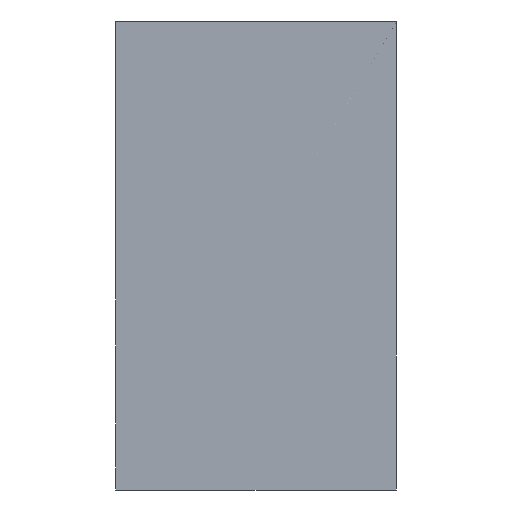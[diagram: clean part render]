
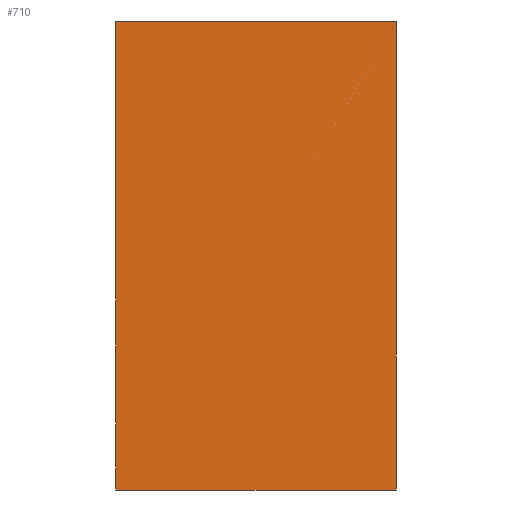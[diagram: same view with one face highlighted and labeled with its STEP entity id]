
A CAD part, front view. The second image highlights one B-rep face of the part: STEP entity #710.
In plain terms, the highlighted planar face has unit normal (0, -1, 0).
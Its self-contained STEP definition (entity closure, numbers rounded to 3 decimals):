
#35=PLANE('',#789);
#84=FACE_OUTER_BOUND('',#123,.T.);
#123=EDGE_LOOP('',(#640,#641,#642,#643));
#161=LINE('',#1190,#224);
#170=LINE('',#1277,#233);
#188=LINE('',#1333,#251);
#189=LINE('',#1335,#252);
#224=VECTOR('',#887,10.);
#233=VECTOR('',#912,10.);
#251=VECTOR('',#976,10.);
#252=VECTOR('',#979,10.);
#326=VERTEX_POINT('',#1187);
#327=VERTEX_POINT('',#1189);
#338=VERTEX_POINT('',#1275);
#353=VERTEX_POINT('',#1331);
#409=EDGE_CURVE('',#326,#327,#161,.T.);
#425=EDGE_CURVE('',#338,#326,#170,.T.);
#453=EDGE_CURVE('',#353,#327,#188,.T.);
#454=EDGE_CURVE('',#338,#353,#189,.T.);
#640=ORIENTED_EDGE('',*,*,#454,.T.);
#641=ORIENTED_EDGE('',*,*,#453,.T.);
#642=ORIENTED_EDGE('',*,*,#409,.F.);
#643=ORIENTED_EDGE('',*,*,#425,.F.);
#710=ADVANCED_FACE('',(#84),#35,.T.);
#789=AXIS2_PLACEMENT_3D('',#1334,#977,#978);
#887=DIRECTION('',(0.,0.,-1.));
#912=DIRECTION('',(1.,0.,0.));
#976=DIRECTION('',(1.,0.,0.));
#977=DIRECTION('center_axis',(0.,-1.,0.));
#978=DIRECTION('ref_axis',(0.,0.,-1.));
#979=DIRECTION('',(0.,0.,-1.));
#1187=CARTESIAN_POINT('',(40.,0.,57.));
#1189=CARTESIAN_POINT('',(40.,0.,42.));
#1190=CARTESIAN_POINT('',(40.,0.,57.));
#1275=CARTESIAN_POINT('',(31.,0.,57.));
#1277=CARTESIAN_POINT('',(31.,0.,57.));
#1331=CARTESIAN_POINT('',(31.,0.,42.));
#1333=CARTESIAN_POINT('',(31.,0.,42.));
#1334=CARTESIAN_POINT('Origin',(31.,0.,57.));
#1335=CARTESIAN_POINT('',(31.,0.,57.));
